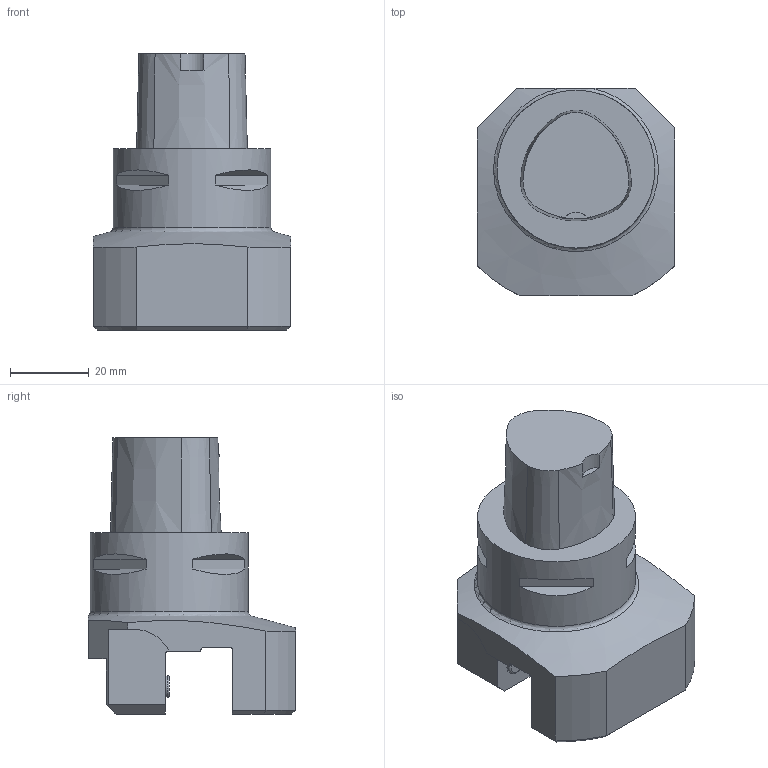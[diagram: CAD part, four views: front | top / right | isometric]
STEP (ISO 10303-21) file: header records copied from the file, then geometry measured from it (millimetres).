
FILE_DESCRIPTION(/* description */ (''),/* implementation_level */ '2;1');
FILE_NAME(/* name */ '1581917745936.stp',/* time_stamp */ '2020-02-17T11:05:56+06:00',/* author */ (''),/* organization */ ('SMS'),/* preprocessor_version */ 'ST-DEVELOPER v16.7',/* originating_system */ 'SIEMENS PLM Software NX 12.0',/* authorisation */ '');
FILE_SCHEMA (('AUTOMOTIVE_DESIGN { 1 0 10303 214 3 1 1 1 }'));
Length unit declared in the file: millimetre
Products named in the file (1): 112030035mod000_02
Bounding box: 50 x 52.5 x 70 mm (x, y, z)
Volume: 80522.7 mm3; surface area: 14714.7 mm2
Topology: 1 solids, 1 shells, 97 faces, 228 edges, 146 vertices
Faces by surface type: plane 56, cone 27, cylinder 11, torus 3
Full cylindrical faces by diameter (mm): 5.5 x2, 40 x1
Entity records: 2801 total; most frequent: CARTESIAN_POINT 620, DIRECTION 441, ORIENTED_EDGE 416, EDGE_CURVE 208, AXIS2_PLACEMENT_3D 169, VERTEX_POINT 136, EDGE_LOOP 118, LINE 103
